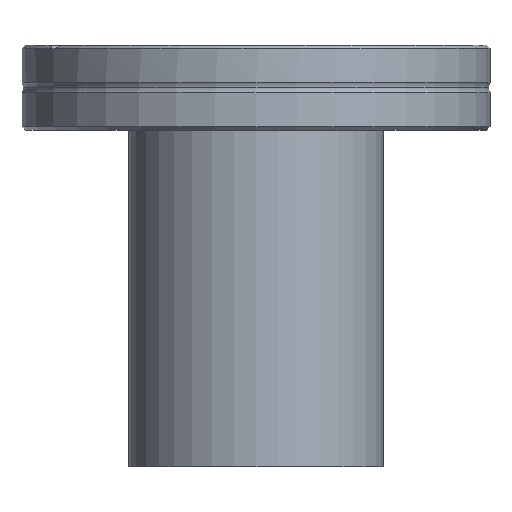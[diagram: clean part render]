
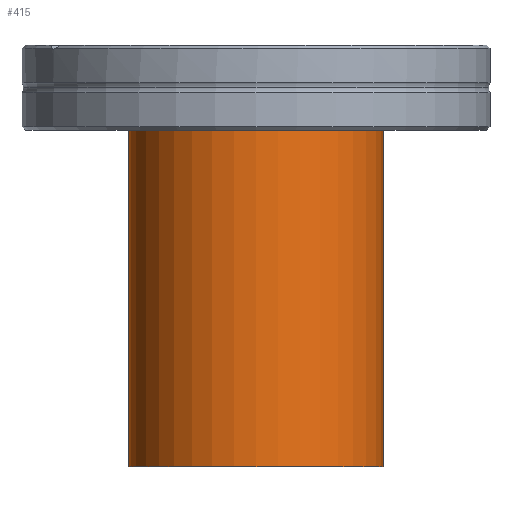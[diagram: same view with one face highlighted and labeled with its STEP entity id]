
A CAD part, front view. The second image highlights one B-rep face of the part: STEP entity #415.
In plain terms, the highlighted cylindrical face has radius 19 mm (diameter 38 mm), a partial arc.
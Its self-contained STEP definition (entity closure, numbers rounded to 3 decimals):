
#12 = EDGE_LOOP ( 'NONE', ( #420, #2042, #1647, #1406 ) ) ;
#40 = VERTEX_POINT ( 'NONE', #2193 ) ;
#70 = CARTESIAN_POINT ( 'NONE',  ( 19., 0., -63. ) ) ;
#131 = DIRECTION ( 'NONE',  ( 0., 0., 1. ) ) ;
#193 = VERTEX_POINT ( 'NONE', #1027 ) ;
#217 = AXIS2_PLACEMENT_3D ( 'NONE', #1654, #649, #1846 ) ;
#398 = AXIS2_PLACEMENT_3D ( 'NONE', #1133, #131, #1297 ) ;
#415 = ADVANCED_FACE ( 'NONE', ( #1760 ), #1695, .T. ) ;
#420 = ORIENTED_EDGE ( 'NONE', *, *, #667, .F. ) ;
#472 = EDGE_CURVE ( 'NONE', #193, #40, #1959, .T. ) ;
#538 = CARTESIAN_POINT ( 'NONE',  ( -19., 0., -64.8 ) ) ;
#571 = CARTESIAN_POINT ( 'NONE',  ( 19., 0., -64.8 ) ) ;
#635 = DIRECTION ( 'NONE',  ( 1., 0., 0. ) ) ;
#649 = DIRECTION ( 'NONE',  ( 0., 0., 1. ) ) ;
#667 = EDGE_CURVE ( 'NONE', #789, #193, #989, .T. ) ;
#708 = CIRCLE ( 'NONE', #398, 19. ) ;
#789 = VERTEX_POINT ( 'NONE', #1366 ) ;
#959 = DIRECTION ( 'NONE',  ( 0., 0., 1. ) ) ;
#989 = LINE ( 'NONE', #538, #1857 ) ;
#1027 = CARTESIAN_POINT ( 'NONE',  ( -19., 0., -4.8 ) ) ;
#1062 = VERTEX_POINT ( 'NONE', #70 ) ;
#1087 = VECTOR ( 'NONE', #1752, 1000. ) ;
#1133 = CARTESIAN_POINT ( 'NONE',  ( 0., 0., -63. ) ) ;
#1297 = DIRECTION ( 'NONE',  ( 1., 0., 0. ) ) ;
#1366 = CARTESIAN_POINT ( 'NONE',  ( -19., 0., -63. ) ) ;
#1406 = ORIENTED_EDGE ( 'NONE', *, *, #472, .F. ) ;
#1637 = CARTESIAN_POINT ( 'NONE',  ( 0., 0., -64.8 ) ) ;
#1647 = ORIENTED_EDGE ( 'NONE', *, *, #1702, .T. ) ;
#1654 = CARTESIAN_POINT ( 'NONE',  ( 0., 0., -4.8 ) ) ;
#1695 = CYLINDRICAL_SURFACE ( 'NONE', #2174, 19. ) ;
#1702 = EDGE_CURVE ( 'NONE', #1062, #40, #2009, .T. ) ;
#1752 = DIRECTION ( 'NONE',  ( 0., 0., 1. ) ) ;
#1760 = FACE_OUTER_BOUND ( 'NONE', #12, .T. ) ;
#1846 = DIRECTION ( 'NONE',  ( 1., 0., 0. ) ) ;
#1857 = VECTOR ( 'NONE', #1897, 1000. ) ;
#1897 = DIRECTION ( 'NONE',  ( 0., 0., 1. ) ) ;
#1959 = CIRCLE ( 'NONE', #217, 19. ) ;
#2009 = LINE ( 'NONE', #571, #1087 ) ;
#2042 = ORIENTED_EDGE ( 'NONE', *, *, #2152, .T. ) ;
#2152 = EDGE_CURVE ( 'NONE', #789, #1062, #708, .T. ) ;
#2174 = AXIS2_PLACEMENT_3D ( 'NONE', #1637, #959, #635 ) ;
#2193 = CARTESIAN_POINT ( 'NONE',  ( 19., 0., -4.8 ) ) ;
